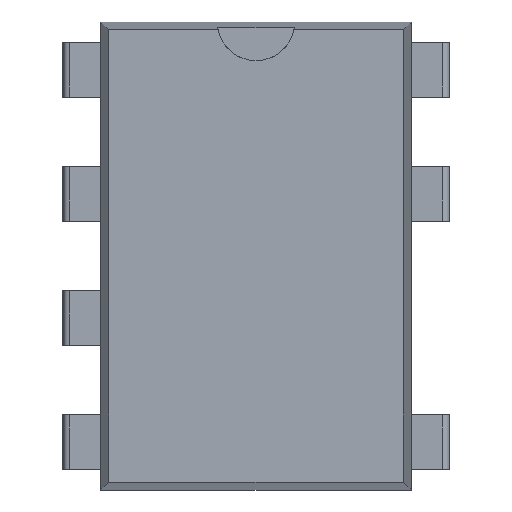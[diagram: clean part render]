
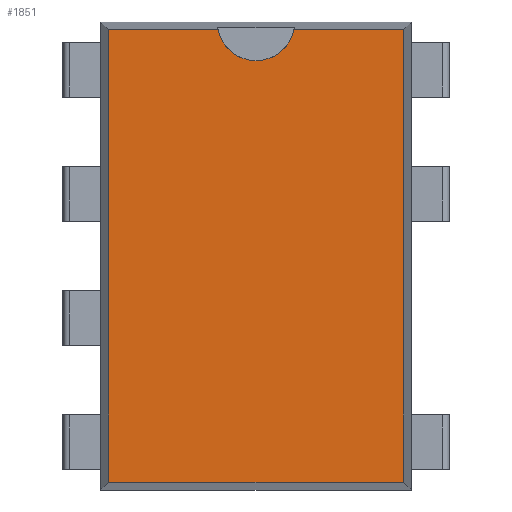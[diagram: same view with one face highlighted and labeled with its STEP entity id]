
A CAD part, top view. The second image highlights one B-rep face of the part: STEP entity #1851.
In plain terms, the highlighted planar face has unit normal (0, 0, 1).
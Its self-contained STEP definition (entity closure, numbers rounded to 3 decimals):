
#49=CIRCLE('',#1992,0.794);
#75=FACE_OUTER_BOUND('',#182,.T.);
#182=EDGE_LOOP('',(#1252,#1253,#1254,#1255,#1256,#1257));
#290=LINE('',#2643,#537);
#300=LINE('',#2661,#547);
#304=LINE('',#2670,#551);
#305=LINE('',#2672,#552);
#306=LINE('',#2675,#553);
#537=VECTOR('',#2132,1.);
#547=VECTOR('',#2150,1.);
#551=VECTOR('',#2160,1.);
#552=VECTOR('',#2161,1.);
#553=VECTOR('',#2164,1.);
#781=VERTEX_POINT('',#2640);
#782=VERTEX_POINT('',#2642);
#786=VERTEX_POINT('',#2659);
#788=VERTEX_POINT('',#2669);
#789=VERTEX_POINT('',#2671);
#790=VERTEX_POINT('',#2673);
#958=EDGE_CURVE('',#781,#782,#290,.T.);
#968=EDGE_CURVE('',#781,#786,#300,.T.);
#972=EDGE_CURVE('',#786,#788,#304,.T.);
#973=EDGE_CURVE('',#789,#788,#305,.T.);
#974=EDGE_CURVE('',#790,#789,#49,.T.);
#975=EDGE_CURVE('',#782,#790,#306,.T.);
#1252=ORIENTED_EDGE('',*,*,#958,.F.);
#1253=ORIENTED_EDGE('',*,*,#968,.T.);
#1254=ORIENTED_EDGE('',*,*,#972,.T.);
#1255=ORIENTED_EDGE('',*,*,#973,.F.);
#1256=ORIENTED_EDGE('',*,*,#974,.F.);
#1257=ORIENTED_EDGE('',*,*,#975,.F.);
#1752=PLANE('',#1991);
#1851=ADVANCED_FACE('',(#75),#1752,.T.);
#1991=AXIS2_PLACEMENT_3D('',#2668,#2158,#2159);
#1992=AXIS2_PLACEMENT_3D('',#2674,#2162,#2163);
#2132=DIRECTION('',(0.,1.,0.));
#2150=DIRECTION('',(1.,0.,0.));
#2158=DIRECTION('center_axis',(0.,0.,1.));
#2159=DIRECTION('ref_axis',(1.,0.,0.));
#2160=DIRECTION('',(0.,1.,0.));
#2161=DIRECTION('',(1.,0.,0.));
#2162=DIRECTION('center_axis',(0.,0.,1.));
#2163=DIRECTION('ref_axis',(1.,0.,0.));
#2164=DIRECTION('',(1.,0.,0.));
#2640=CARTESIAN_POINT('',(-3.016,-4.629,4.06));
#2642=CARTESIAN_POINT('',(-3.016,4.629,4.06));
#2643=CARTESIAN_POINT('',(-3.016,-4.788,4.06));
#2659=CARTESIAN_POINT('',(3.016,-4.629,4.06));
#2661=CARTESIAN_POINT('',(-3.175,-4.629,4.06));
#2668=CARTESIAN_POINT('Origin',(-3.175,-4.788,4.06));
#2669=CARTESIAN_POINT('',(3.016,4.629,4.06));
#2670=CARTESIAN_POINT('',(3.016,-4.788,4.06));
#2671=CARTESIAN_POINT('',(0.778,4.629,4.06));
#2672=CARTESIAN_POINT('',(-3.175,4.629,4.06));
#2673=CARTESIAN_POINT('',(-0.778,4.629,4.06));
#2674=CARTESIAN_POINT('Origin',(0.,4.788,4.06));
#2675=CARTESIAN_POINT('',(-3.175,4.629,4.06));
